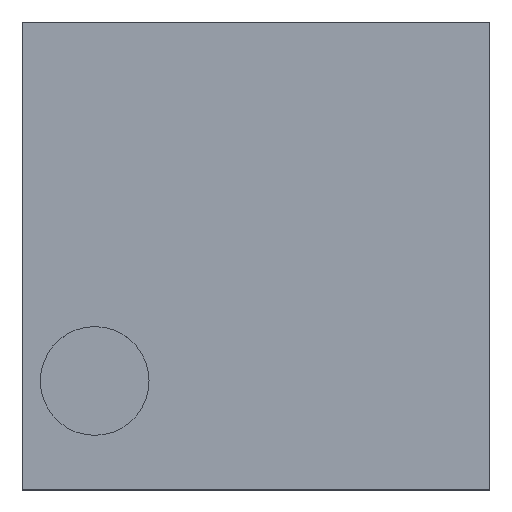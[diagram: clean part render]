
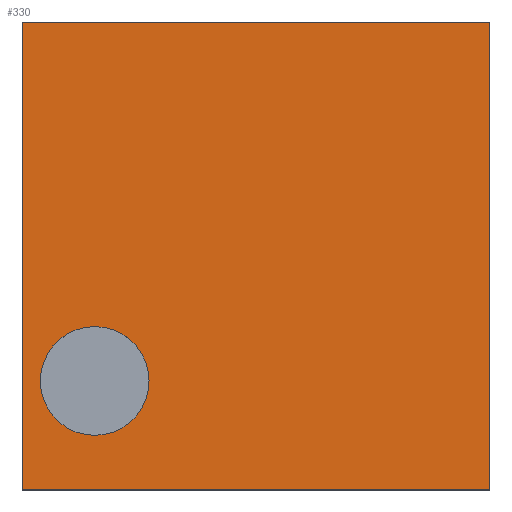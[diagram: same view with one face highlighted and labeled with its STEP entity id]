
A CAD part, top view. The second image highlights one B-rep face of the part: STEP entity #330.
In plain terms, the highlighted planar face has unit normal (0, 0, 1).
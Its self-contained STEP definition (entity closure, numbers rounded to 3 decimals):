
#15 = VECTOR ( 'NONE', #439, 1000. ) ;
#34 = DIRECTION ( 'NONE',  ( 1., 0., 0. ) ) ;
#39 = EDGE_LOOP ( 'NONE', ( #83, #482, #933, #770 ) ) ;
#41 = EDGE_CURVE ( 'NONE', #541, #402, #708, .T. ) ;
#45 = FACE_BOUND ( 'NONE', #883, .T. ) ;
#49 = CARTESIAN_POINT ( 'NONE',  ( 0.323, 0.323, 0.33 ) ) ;
#61 = EDGE_CURVE ( 'NONE', #218, #902, #66, .T. ) ;
#66 = LINE ( 'NONE', #862, #386 ) ;
#67 = LINE ( 'NONE', #751, #15 ) ;
#83 = ORIENTED_EDGE ( 'NONE', *, *, #61, .T. ) ;
#84 = CARTESIAN_POINT ( 'NONE',  ( -0.323, -0.323, 0.33 ) ) ;
#91 = CARTESIAN_POINT ( 'NONE',  ( -0.323, 0.323, 0.33 ) ) ;
#159 = CARTESIAN_POINT ( 'NONE',  ( -0.223, -0.173, 0.33 ) ) ;
#170 = CARTESIAN_POINT ( 'NONE',  ( -0.323, 0.323, 0.33 ) ) ;
#179 = AXIS2_PLACEMENT_3D ( 'NONE', #550, #876, #298 ) ;
#218 = VERTEX_POINT ( 'NONE', #91 ) ;
#228 = FACE_OUTER_BOUND ( 'NONE', #39, .T. ) ;
#238 = DIRECTION ( 'NONE',  ( 0., -1., 0. ) ) ;
#248 = CARTESIAN_POINT ( 'NONE',  ( 0.323, 0.323, 0.33 ) ) ;
#255 = DIRECTION ( 'NONE',  ( 0., 1., 0. ) ) ;
#298 = DIRECTION ( 'NONE',  ( 1., 0., 0. ) ) ;
#330 = ADVANCED_FACE ( 'NONE', ( #45, #228 ), #714, .T. ) ;
#334 = ORIENTED_EDGE ( 'NONE', *, *, #1040, .F. ) ;
#386 = VECTOR ( 'NONE', #238, 1000. ) ;
#398 = EDGE_CURVE ( 'NONE', #902, #480, #67, .T. ) ;
#402 = VERTEX_POINT ( 'NONE', #880 ) ;
#439 = DIRECTION ( 'NONE',  ( 1., 0., 0. ) ) ;
#471 = DIRECTION ( 'NONE',  ( 0., 0., 1. ) ) ;
#480 = VERTEX_POINT ( 'NONE', #500 ) ;
#482 = ORIENTED_EDGE ( 'NONE', *, *, #398, .T. ) ;
#500 = CARTESIAN_POINT ( 'NONE',  ( 0.323, -0.323, 0.33 ) ) ;
#522 = EDGE_CURVE ( 'NONE', #552, #218, #647, .T. ) ;
#541 = VERTEX_POINT ( 'NONE', #679 ) ;
#550 = CARTESIAN_POINT ( 'NONE',  ( -0.223, -0.173, 0.33 ) ) ;
#552 = VERTEX_POINT ( 'NONE', #49 ) ;
#567 = AXIS2_PLACEMENT_3D ( 'NONE', #159, #471, #1003 ) ;
#604 = VECTOR ( 'NONE', #255, 1000. ) ;
#644 = CARTESIAN_POINT ( 'NONE',  ( 0., 0., 0.33 ) ) ;
#647 = LINE ( 'NONE', #170, #916 ) ;
#679 = CARTESIAN_POINT ( 'NONE',  ( -0.298, -0.173, 0.33 ) ) ;
#708 = CIRCLE ( 'NONE', #179, 0.075 ) ;
#714 = PLANE ( 'NONE',  #780 ) ;
#751 = CARTESIAN_POINT ( 'NONE',  ( -0.323, -0.323, 0.33 ) ) ;
#758 = DIRECTION ( 'NONE',  ( -1., 0., 0. ) ) ;
#770 = ORIENTED_EDGE ( 'NONE', *, *, #522, .T. ) ;
#780 = AXIS2_PLACEMENT_3D ( 'NONE', #644, #895, #34 ) ;
#789 = CIRCLE ( 'NONE', #567, 0.075 ) ;
#790 = EDGE_CURVE ( 'NONE', #480, #552, #1006, .T. ) ;
#862 = CARTESIAN_POINT ( 'NONE',  ( -0.323, 0.323, 0.33 ) ) ;
#876 = DIRECTION ( 'NONE',  ( 0., 0., 1. ) ) ;
#880 = CARTESIAN_POINT ( 'NONE',  ( -0.148, -0.173, 0.33 ) ) ;
#883 = EDGE_LOOP ( 'NONE', ( #334, #935 ) ) ;
#895 = DIRECTION ( 'NONE',  ( 0., 0., 1. ) ) ;
#902 = VERTEX_POINT ( 'NONE', #84 ) ;
#916 = VECTOR ( 'NONE', #758, 1000. ) ;
#933 = ORIENTED_EDGE ( 'NONE', *, *, #790, .T. ) ;
#935 = ORIENTED_EDGE ( 'NONE', *, *, #41, .F. ) ;
#1003 = DIRECTION ( 'NONE',  ( 1., 0., 0. ) ) ;
#1006 = LINE ( 'NONE', #248, #604 ) ;
#1040 = EDGE_CURVE ( 'NONE', #402, #541, #789, .T. ) ;
